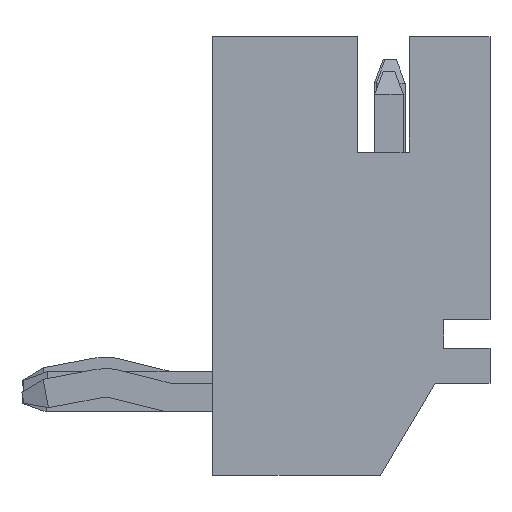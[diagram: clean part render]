
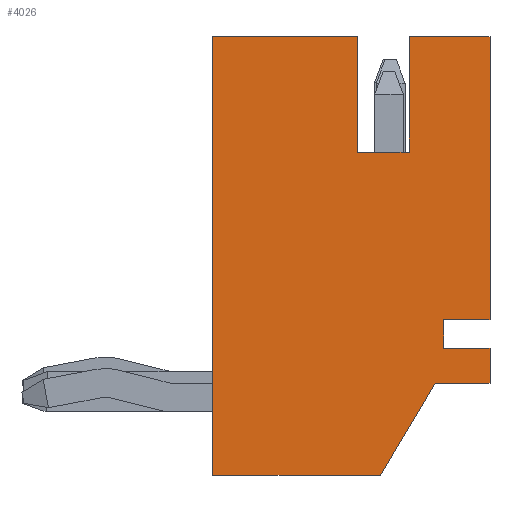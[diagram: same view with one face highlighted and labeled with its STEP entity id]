
A CAD part, left-side view. The second image highlights one B-rep face of the part: STEP entity #4026.
In plain terms, the highlighted planar face has unit normal (-1, 0, 0).
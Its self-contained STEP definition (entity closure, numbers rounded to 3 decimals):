
#554=ORIENTED_EDGE('',*,*,#1622,.F.);
#555=ORIENTED_EDGE('',*,*,#1623,.F.);
#556=ORIENTED_EDGE('',*,*,#1624,.F.);
#557=ORIENTED_EDGE('',*,*,#1625,.T.);
#558=ORIENTED_EDGE('',*,*,#1581,.T.);
#559=ORIENTED_EDGE('',*,*,#1626,.F.);
#560=ORIENTED_EDGE('',*,*,#1627,.F.);
#561=ORIENTED_EDGE('',*,*,#1564,.T.);
#562=ORIENTED_EDGE('',*,*,#1375,.T.);
#563=ORIENTED_EDGE('',*,*,#1628,.T.);
#564=ORIENTED_EDGE('',*,*,#1629,.T.);
#565=ORIENTED_EDGE('',*,*,#1630,.T.);
#566=ORIENTED_EDGE('',*,*,#1589,.T.);
#567=ORIENTED_EDGE('',*,*,#1586,.T.);
#1375=EDGE_CURVE('',#1955,#1954,#2340,.T.);
#1564=EDGE_CURVE('',#2091,#1955,#2514,.T.);
#1581=EDGE_CURVE('',#2102,#2101,#2530,.T.);
#1586=EDGE_CURVE('',#2107,#2106,#2535,.T.);
#1589=EDGE_CURVE('',#2109,#2107,#2538,.T.);
#1622=EDGE_CURVE('',#2133,#2106,#2571,.T.);
#1623=EDGE_CURVE('',#2134,#2133,#2572,.T.);
#1624=EDGE_CURVE('',#2135,#2134,#2573,.T.);
#1625=EDGE_CURVE('',#2135,#2102,#2574,.T.);
#1626=EDGE_CURVE('',#2136,#2101,#2575,.T.);
#1627=EDGE_CURVE('',#2091,#2136,#2576,.T.);
#1628=EDGE_CURVE('',#1954,#2137,#2577,.T.);
#1629=EDGE_CURVE('',#2137,#2138,#2578,.T.);
#1630=EDGE_CURVE('',#2138,#2109,#2579,.T.);
#1954=VERTEX_POINT('',#5689);
#1955=VERTEX_POINT('',#5691);
#2091=VERTEX_POINT('',#6063);
#2101=VERTEX_POINT('',#6095);
#2102=VERTEX_POINT('',#6097);
#2106=VERTEX_POINT('',#6106);
#2107=VERTEX_POINT('',#6108);
#2109=VERTEX_POINT('',#6114);
#2133=VERTEX_POINT('',#6175);
#2134=VERTEX_POINT('',#6177);
#2135=VERTEX_POINT('',#6179);
#2136=VERTEX_POINT('',#6182);
#2137=VERTEX_POINT('',#6185);
#2138=VERTEX_POINT('',#6187);
#2340=LINE('',#5690,#2879);
#2514=LINE('',#6062,#3053);
#2530=LINE('',#6096,#3069);
#2535=LINE('',#6107,#3074);
#2538=LINE('',#6113,#3077);
#2571=LINE('',#6174,#3110);
#2572=LINE('',#6176,#3111);
#2573=LINE('',#6178,#3112);
#2574=LINE('',#6180,#3113);
#2575=LINE('',#6181,#3114);
#2576=LINE('',#6183,#3115);
#2577=LINE('',#6184,#3116);
#2578=LINE('',#6186,#3117);
#2579=LINE('',#6188,#3118);
#2879=VECTOR('',#4558,1000.);
#3053=VECTOR('',#4856,1000.);
#3069=VECTOR('',#4886,1000.);
#3074=VECTOR('',#4893,1000.);
#3077=VECTOR('',#4898,1000.);
#3110=VECTOR('',#4939,1000.);
#3111=VECTOR('',#4940,1000.);
#3112=VECTOR('',#4941,1000.);
#3113=VECTOR('',#4942,1000.);
#3114=VECTOR('',#4943,1000.);
#3115=VECTOR('',#4944,1000.);
#3116=VECTOR('',#4945,1000.);
#3117=VECTOR('',#4946,1000.);
#3118=VECTOR('',#4947,1000.);
#3407=EDGE_LOOP('',(#554,#555,#556,#557,#558,#559,#560,#561,#562,#563,#564,
#565,#566,#567));
#3630=FACE_BOUND('',#3407,.T.);
#3843=PLANE('',#4285);
#4026=ADVANCED_FACE('',(#3630),#3843,.T.);
#4285=AXIS2_PLACEMENT_3D('',#6173,#4937,#4938);
#4558=DIRECTION('',(0.,0.,1.));
#4856=DIRECTION('',(0.,-1.,0.));
#4886=DIRECTION('',(0.,0.,-1.));
#4893=DIRECTION('',(0.,1.,0.));
#4898=DIRECTION('',(0.,0.,1.));
#4937=DIRECTION('',(-1.,0.,0.));
#4938=DIRECTION('',(0.,0.,1.));
#4939=DIRECTION('',(0.,0.,1.));
#4940=DIRECTION('',(0.,-1.,0.));
#4941=DIRECTION('',(0.,0.,-1.));
#4942=DIRECTION('',(0.,1.,0.));
#4943=DIRECTION('',(0.,1.,0.));
#4944=DIRECTION('',(0.,0.511,-0.86));
#4945=DIRECTION('',(0.,1.,0.));
#4946=DIRECTION('',(0.,0.,1.));
#4947=DIRECTION('',(0.,-1.,0.));
#5689=CARTESIAN_POINT('',(-9.,-2.4,-2.4));
#5690=CARTESIAN_POINT('',(-9.,-2.4,-3.));
#5691=CARTESIAN_POINT('',(-9.,-2.4,-3.));
#6062=CARTESIAN_POINT('',(-9.,2.4,-3.));
#6063=CARTESIAN_POINT('',(-9.,-1.45,-3.));
#6095=CARTESIAN_POINT('',(-9.,2.4,-4.6));
#6096=CARTESIAN_POINT('',(-9.,2.4,3.));
#6097=CARTESIAN_POINT('',(-9.,2.4,3.));
#6106=CARTESIAN_POINT('',(-9.,-1.,3.));
#6107=CARTESIAN_POINT('',(-9.,-2.4,3.));
#6108=CARTESIAN_POINT('',(-9.,-2.4,3.));
#6113=CARTESIAN_POINT('',(-9.,-2.4,-3.));
#6114=CARTESIAN_POINT('',(-9.,-2.4,-1.9));
#6173=CARTESIAN_POINT('',(-9.,0.,0.));
#6174=CARTESIAN_POINT('',(-9.,-1.,1.));
#6175=CARTESIAN_POINT('',(-9.,-1.,1.));
#6176=CARTESIAN_POINT('',(-9.,-0.1,1.));
#6177=CARTESIAN_POINT('',(-9.,-0.1,1.));
#6178=CARTESIAN_POINT('',(-9.,-0.1,3.));
#6179=CARTESIAN_POINT('',(-9.,-0.1,3.));
#6180=CARTESIAN_POINT('',(-9.,-2.4,3.));
#6181=CARTESIAN_POINT('',(-9.,-0.5,-4.6));
#6182=CARTESIAN_POINT('',(-9.,-0.5,-4.6));
#6183=CARTESIAN_POINT('',(-9.,-1.45,-3.));
#6184=CARTESIAN_POINT('',(-9.,0.,-2.4));
#6185=CARTESIAN_POINT('',(-9.,-1.6,-2.4));
#6186=CARTESIAN_POINT('',(-9.,-1.6,0.));
#6187=CARTESIAN_POINT('',(-9.,-1.6,-1.9));
#6188=CARTESIAN_POINT('',(-9.,0.,-1.9));
